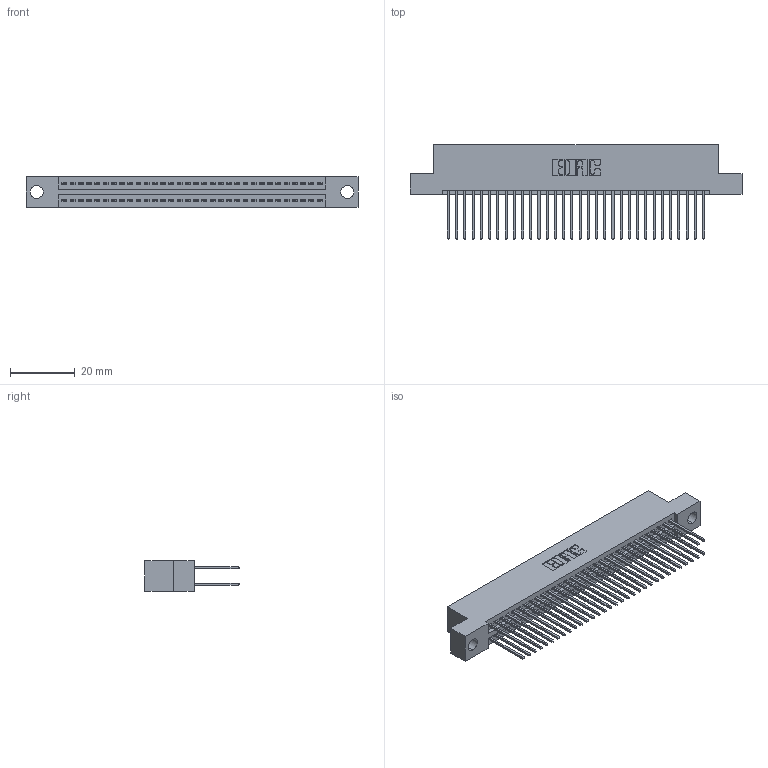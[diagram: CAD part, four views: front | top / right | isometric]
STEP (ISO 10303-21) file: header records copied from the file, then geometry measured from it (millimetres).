
FILE_DESCRIPTION (( 'STEP AP203' ), '1' );
FILE_NAME ('395-064-540-204.STEP', '2021-06-17T02:57:32', ( '' ), ( '' ), 'SwSTEP 2.0', 'SolidWorks 2020', '' );
FILE_SCHEMA (( 'CONFIG_CONTROL_DESIGN' ));
Length unit declared in the file: inch
Products named in the file (3): 395-064-540-204; 345 Part_Flush Mounting Lugs - 0.156 Dia-TI; 345-292-001_345-293-140
Assembly tree (65 placements, depth 2):
  395-064-540-204
    345 Part_Flush Mounting Lugs - 0.156 Dia-TI
    345-292-001_345-293-140  x64
Bounding box: 102.49 x 29.13 x 9.4 mm (x, y, z)
Volume: 9999.7 mm3; surface area: 15564.8 mm2
Topology: 65 solids, 65 shells, 3340 faces, 9913 edges, 6522 vertices
Faces by surface type: plane 2206, cylinder 1134
Entity records: 26891 total; most frequent: CARTESIAN_POINT 4522, ORIENTED_EDGE 4454, DIRECTION 3999, EDGE_CURVE 2227, LINE 1967, VECTOR 1967, VERTEX_POINT 1482, AXIS2_PLACEMENT_3D 1016
